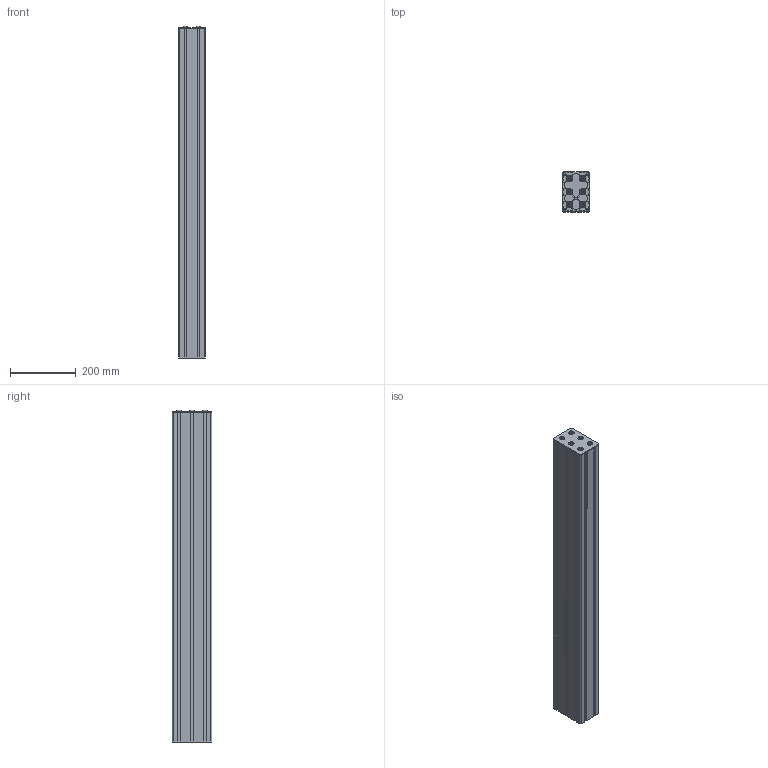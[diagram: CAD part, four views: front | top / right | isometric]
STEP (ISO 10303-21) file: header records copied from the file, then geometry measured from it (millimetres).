
FILE_DESCRIPTION(/* description */ ('Alibre Inc.'),/* implementation_level */ '2;1');
FILE_NAME(/* name */ 'export-444BE4D7-626C-4E8B-AA09-A4F619E80502',/* time_stamp */ '2022-04-02T15:37:44+02:00',/* author */ (''),/* organization */ (''),/* preprocessor_version */ 'ST-DEVELOPER v17',/* originating_system */ 'Alibre',/* authorisation */ '');
FILE_SCHEMA (('AUTOMOTIVE_DESIGN'));
Length unit declared in the file: millimetre
Bounding box: 80 x 120 x 1008.98 mm (x, y, z)
Volume: 2992491.7 mm3; surface area: 1669795.2 mm2
Topology: 14 solids, 14 shells, 490 faces, 1404 edges, 924 vertices
Faces by surface type: plane 284, cylinder 122, cone 48, torus 36
Full cylindrical faces by diameter (mm): 5 x4, 6.647 x6, 8.2 x6, 12 x6, 14 x6
Entity records: 9497 total; most frequent: CARTESIAN_POINT 1694, ORIENTED_EDGE 1618, DIRECTION 1491, EDGE_CURVE 809, AXIS2_PLACEMENT_3D 558, VERTEX_POINT 550, VECTOR 550, LINE 550
